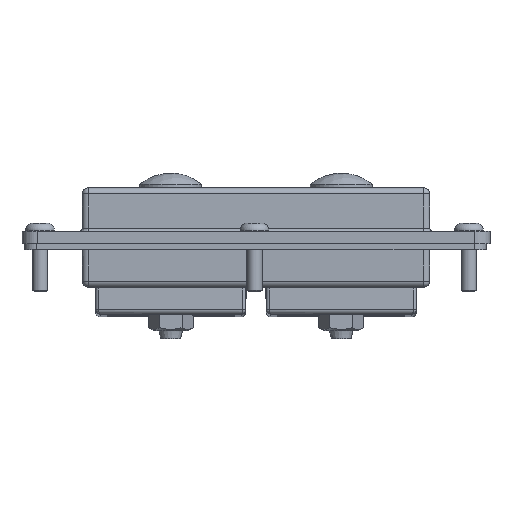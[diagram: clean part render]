
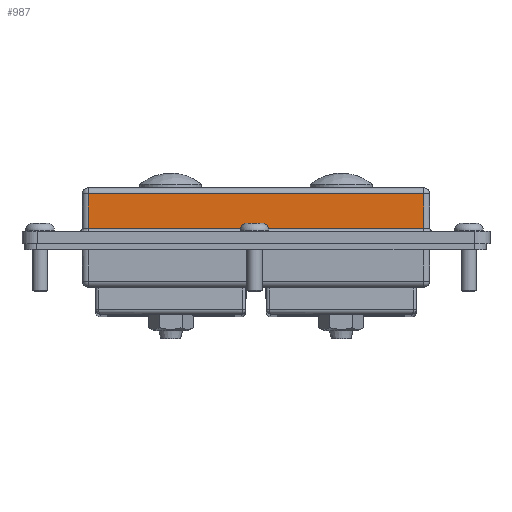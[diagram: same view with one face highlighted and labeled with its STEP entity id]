
A CAD part, left-side view. The second image highlights one B-rep face of the part: STEP entity #987.
In plain terms, the highlighted planar face has unit normal (-1, 0, 0.009).
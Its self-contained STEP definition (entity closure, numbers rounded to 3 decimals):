
#421=CARTESIAN_POINT('',(-95.618,-83.868,19.491));
#422=VERTEX_POINT('',#421);
#465=CARTESIAN_POINT('',(-95.618,27.368,19.491));
#466=VERTEX_POINT('',#465);
#483=CARTESIAN_POINT('',(-95.618,-83.868,19.491));
#484=DIRECTION('',(0.0,1.0,0.0));
#485=VECTOR('',#484,111.236);
#486=LINE('',#483,#485);
#487=EDGE_CURVE('',#422,#466,#486,.T.);
#945=CARTESIAN_POINT('',(-95.517,27.267,31.017));
#946=VERTEX_POINT('',#945);
#947=CARTESIAN_POINT('',(-95.618,27.368,19.491));
#948=DIRECTION('',(0.009,-0.009,1.));
#949=VECTOR('',#948,11.527);
#950=LINE('',#947,#949);
#951=EDGE_CURVE('',#466,#946,#950,.T.);
#964=CARTESIAN_POINT('',(-95.623,-89.43,18.915));
#965=DIRECTION('',(-1.,0.,0.009));
#966=DIRECTION('',(0.009,0.0,1.));
#967=AXIS2_PLACEMENT_3D('',#964,#965,#966);
#968=PLANE('',#967);
#969=ORIENTED_EDGE('',*,*,#487,.F.);
#970=CARTESIAN_POINT('',(-95.517,-83.767,31.017));
#971=VERTEX_POINT('',#970);
#972=CARTESIAN_POINT('',(-95.517,-83.767,31.017));
#973=DIRECTION('',(-0.009,-0.009,-1.));
#974=VECTOR('',#973,11.527);
#975=LINE('',#972,#974);
#976=EDGE_CURVE('',#971,#422,#975,.T.);
#977=ORIENTED_EDGE('',*,*,#976,.F.);
#978=CARTESIAN_POINT('',(-95.517,27.267,31.017));
#979=DIRECTION('',(0.0,-1.0,0.0));
#980=VECTOR('',#979,111.035);
#981=LINE('',#978,#980);
#982=EDGE_CURVE('',#946,#971,#981,.T.);
#983=ORIENTED_EDGE('',*,*,#982,.F.);
#984=ORIENTED_EDGE('',*,*,#951,.F.);
#985=EDGE_LOOP('',(#969,#977,#983,#984));
#986=FACE_OUTER_BOUND('',#985,.T.);
#987=ADVANCED_FACE('',(#986),#968,.T.);
